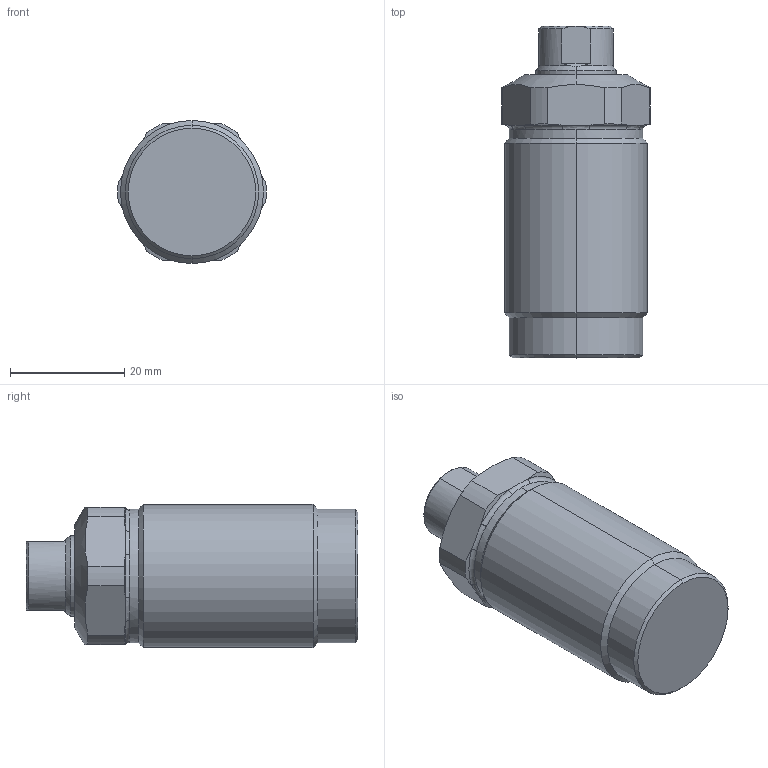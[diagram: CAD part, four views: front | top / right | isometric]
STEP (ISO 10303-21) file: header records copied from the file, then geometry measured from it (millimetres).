
FILE_DESCRIPTION (( 'STEP AP214' ), '1' );
FILE_NAME ('CMC04-15.STEP', '2005-12-23T07:48:03', ( '' ), ( '' ), 'SwSTEP 2.0', 'SolidWorks 2004334', '' );
FILE_SCHEMA (( 'AUTOMOTIVE_DESIGN' ));
Length unit declared in the file: millimetre
Products named in the file (3): CMC04-15; CMC04-15 ROD_蹬怮椔; CMC04-15BODY_蹬怮椔
Assembly tree (2 placements, depth 2):
  CMC04-15
    CMC04-15BODY_蹬怮椔
    CMC04-15 ROD_蹬怮椔
Bounding box: 25.98 x 58 x 25 mm (x, y, z)
Volume: 24122.6 mm3; surface area: 6909.2 mm2
Topology: 2 solids, 2 shells, 72 faces, 168 edges, 101 vertices
Faces by surface type: cylinder 22, cone 22, plane 16, bspline 6, torus 6
Entity records: 3692 total; most frequent: CARTESIAN_POINT 2034, DIRECTION 336, ORIENTED_EDGE 332, EDGE_CURVE 166, AXIS2_PLACEMENT_3D 145, VERTEX_POINT 101, EDGE_LOOP 75, CIRCLE 74
